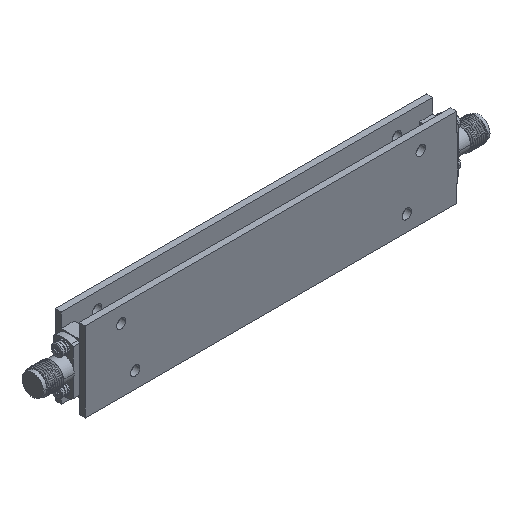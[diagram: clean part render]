
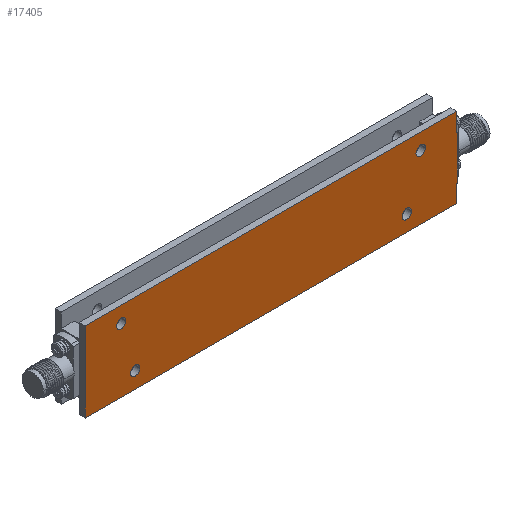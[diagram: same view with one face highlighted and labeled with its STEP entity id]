
A CAD part, isometric view. The second image highlights one B-rep face of the part: STEP entity #17405.
In plain terms, the highlighted planar face has unit normal (0, -1, 0).
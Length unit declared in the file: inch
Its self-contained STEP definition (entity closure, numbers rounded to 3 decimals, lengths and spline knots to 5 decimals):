
#61 = CIRCLE ( 'NONE', #17101, 0.04724 ) ;
#503 = CARTESIAN_POINT ( 'NONE',  ( 1.83465, -0.14764, -0.22244 ) ) ;
#605 = CARTESIAN_POINT ( 'NONE',  ( -1.83071, -0.14764, -0.22789 ) ) ;
#1124 = ORIENTED_EDGE ( 'NONE', *, *, #5814, .F. ) ;
#1447 = EDGE_CURVE ( 'NONE', #33886, #3532, #18463, .T. ) ;
#1591 = EDGE_CURVE ( 'NONE', #33784, #9592, #7619, .T. ) ;
#2271 = CARTESIAN_POINT ( 'NONE',  ( 1.29134, -0.14764, -0.23622 ) ) ;
#2623 = EDGE_LOOP ( 'NONE', ( #4732, #24141 ) ) ;
#2914 = CARTESIAN_POINT ( 'NONE',  ( 1.33858, -0.14764, -0.23622 ) ) ;
#2931 = CARTESIAN_POINT ( 'NONE',  ( 1.38583, -0.14764, -0.23622 ) ) ;
#3224 = EDGE_CURVE ( 'NONE', #32302, #44503, #41312, .T. ) ;
#3532 = VERTEX_POINT ( 'NONE', #22015 ) ;
#4660 = DIRECTION ( 'NONE',  ( 0., 0., -1. ) ) ;
#4732 = ORIENTED_EDGE ( 'NONE', *, *, #17666, .F. ) ;
#4776 = CARTESIAN_POINT ( 'NONE',  ( 1.83071, -0.14764, 0.3937 ) ) ;
#4853 = CIRCLE ( 'NONE', #23340, 0.04724 ) ;
#4919 = CARTESIAN_POINT ( 'NONE',  ( -1.47638, -0.14764, 0.23622 ) ) ;
#4968 = DIRECTION ( 'NONE',  ( -1., 0., 0. ) ) ;
#5152 = CARTESIAN_POINT ( 'NONE',  ( -1.33858, -0.14764, -0.23622 ) ) ;
#5627 = ORIENTED_EDGE ( 'NONE', *, *, #20072, .F. ) ;
#5658 = CARTESIAN_POINT ( 'NONE',  ( 1.47638, -0.14764, 0.23622 ) ) ;
#5770 = FACE_BOUND ( 'NONE', #18674, .T. ) ;
#5814 = EDGE_CURVE ( 'NONE', #25624, #18526, #14159, .T. ) ;
#6168 = ORIENTED_EDGE ( 'NONE', *, *, #1447, .F. ) ;
#7495 = CARTESIAN_POINT ( 'NONE',  ( 1.33858, -0.14764, -0.23622 ) ) ;
#7619 = LINE ( 'NONE', #605, #31801 ) ;
#8252 = CARTESIAN_POINT ( 'NONE',  ( 1.83071, -0.14764, -0.3937 ) ) ;
#8397 = CARTESIAN_POINT ( 'NONE',  ( 1.83071, -0.14764, 0.21176 ) ) ;
#8498 = EDGE_CURVE ( 'NONE', #23329, #34484, #21411, .T. ) ;
#8661 = CARTESIAN_POINT ( 'NONE',  ( 1.83465, -0.14764, -0.22244 ) ) ;
#8693 = CARTESIAN_POINT ( 'NONE',  ( 1.83465, -0.14764, 0.21176 ) ) ;
#8795 = VECTOR ( 'NONE', #17417, 39.37008 ) ;
#8807 = VERTEX_POINT ( 'NONE', #20318 ) ;
#9592 = VERTEX_POINT ( 'NONE', #12494 ) ;
#10143 = EDGE_LOOP ( 'NONE', ( #45619, #5627, #24872, #23801, #19214, #42630, #1124, #35635 ) ) ;
#10350 = VECTOR ( 'NONE', #22028, 39.37008 ) ;
#10464 = VERTEX_POINT ( 'NONE', #35030 ) ;
#10609 = DIRECTION ( 'NONE',  ( 0., -1., 0. ) ) ;
#11910 = VERTEX_POINT ( 'NONE', #19899 ) ;
#12379 = VERTEX_POINT ( 'NONE', #8693 ) ;
#12494 = CARTESIAN_POINT ( 'NONE',  ( -1.83071, -0.14764, 0.3937 ) ) ;
#12736 = FACE_BOUND ( 'NONE', #29043, .T. ) ;
#12807 = DIRECTION ( 'NONE',  ( 1., 0., 0. ) ) ;
#13480 = EDGE_CURVE ( 'NONE', #44503, #32302, #4853, .T. ) ;
#13585 = ORIENTED_EDGE ( 'NONE', *, *, #40558, .F. ) ;
#13992 = AXIS2_PLACEMENT_3D ( 'NONE', #17978, #10609, #24931 ) ;
#14028 = EDGE_CURVE ( 'NONE', #12379, #41465, #36888, .T. ) ;
#14159 = LINE ( 'NONE', #18936, #26013 ) ;
#14240 = CARTESIAN_POINT ( 'NONE',  ( -1.33858, -0.14764, -0.23622 ) ) ;
#14637 = DIRECTION ( 'NONE',  ( 0., -1., 0. ) ) ;
#14665 = CIRCLE ( 'NONE', #20595, 0.04724 ) ;
#15597 = DIRECTION ( 'NONE',  ( -1., 0., 0. ) ) ;
#15632 = DIRECTION ( 'NONE',  ( -1., 0., 0. ) ) ;
#17039 = DIRECTION ( 'NONE',  ( 0., -1., 0. ) ) ;
#17101 = AXIS2_PLACEMENT_3D ( 'NONE', #22612, #18914, #19412 ) ;
#17197 = LINE ( 'NONE', #42108, #8795 ) ;
#17405 = ADVANCED_FACE ( 'NONE', ( #44810, #44583, #5770, #12736, #27095 ), #41758, .T. ) ;
#17417 = DIRECTION ( 'NONE',  ( 0., 0., -1. ) ) ;
#17634 = ORIENTED_EDGE ( 'NONE', *, *, #13480, .F. ) ;
#17666 = EDGE_CURVE ( 'NONE', #34484, #23329, #37765, .T. ) ;
#17752 = VECTOR ( 'NONE', #15597, 39.37008 ) ;
#17900 = CIRCLE ( 'NONE', #21610, 0.04724 ) ;
#17978 = CARTESIAN_POINT ( 'NONE',  ( 0., -0.14764, 0. ) ) ;
#18389 = EDGE_CURVE ( 'NONE', #9592, #25624, #30243, .T. ) ;
#18463 = CIRCLE ( 'NONE', #28853, 0.04724 ) ;
#18526 = VERTEX_POINT ( 'NONE', #8397 ) ;
#18612 = VERTEX_POINT ( 'NONE', #33235 ) ;
#18674 = EDGE_LOOP ( 'NONE', ( #36594, #17634 ) ) ;
#18787 = DIRECTION ( 'NONE',  ( 0., -1., 0. ) ) ;
#18914 = DIRECTION ( 'NONE',  ( 0., -1., 0. ) ) ;
#18936 = CARTESIAN_POINT ( 'NONE',  ( 1.83071, -0.14764, 0.3937 ) ) ;
#19214 = ORIENTED_EDGE ( 'NONE', *, *, #14028, .F. ) ;
#19287 = DIRECTION ( 'NONE',  ( 1., 0., 0. ) ) ;
#19412 = DIRECTION ( 'NONE',  ( -1., 0., 0. ) ) ;
#19899 = CARTESIAN_POINT ( 'NONE',  ( 1.83071, -0.14764, -0.22244 ) ) ;
#20072 = EDGE_CURVE ( 'NONE', #8807, #33784, #22806, .T. ) ;
#20318 = CARTESIAN_POINT ( 'NONE',  ( 1.83071, -0.14764, -0.3937 ) ) ;
#20595 = AXIS2_PLACEMENT_3D ( 'NONE', #5658, #43743, #4968 ) ;
#21217 = AXIS2_PLACEMENT_3D ( 'NONE', #7495, #14637, #43014 ) ;
#21411 = CIRCLE ( 'NONE', #27386, 0.04724 ) ;
#21610 = AXIS2_PLACEMENT_3D ( 'NONE', #42983, #21789, #35998 ) ;
#21789 = DIRECTION ( 'NONE',  ( 0., -1., 0. ) ) ;
#22015 = CARTESIAN_POINT ( 'NONE',  ( -1.52362, -0.14764, 0.23622 ) ) ;
#22028 = DIRECTION ( 'NONE',  ( 1., 0., 0. ) ) ;
#22261 = CARTESIAN_POINT ( 'NONE',  ( 1.83465, -0.14764, 0.21176 ) ) ;
#22612 = CARTESIAN_POINT ( 'NONE',  ( -1.47638, -0.14764, 0.23622 ) ) ;
#22806 = LINE ( 'NONE', #8252, #42851 ) ;
#23329 = VERTEX_POINT ( 'NONE', #30024 ) ;
#23340 = AXIS2_PLACEMENT_3D ( 'NONE', #2914, #17039, #41950 ) ;
#23801 = ORIENTED_EDGE ( 'NONE', *, *, #42834, .F. ) ;
#24141 = ORIENTED_EDGE ( 'NONE', *, *, #8498, .F. ) ;
#24872 = ORIENTED_EDGE ( 'NONE', *, *, #41291, .F. ) ;
#24931 = DIRECTION ( 'NONE',  ( 1., 0., 0. ) ) ;
#25422 = EDGE_CURVE ( 'NONE', #3532, #33886, #61, .T. ) ;
#25624 = VERTEX_POINT ( 'NONE', #4776 ) ;
#25954 = VECTOR ( 'NONE', #40509, 39.37008 ) ;
#26013 = VECTOR ( 'NONE', #33151, 39.37008 ) ;
#26993 = CARTESIAN_POINT ( 'NONE',  ( -1.83071, -0.14764, 0.3937 ) ) ;
#27095 = FACE_BOUND ( 'NONE', #36971, .T. ) ;
#27386 = AXIS2_PLACEMENT_3D ( 'NONE', #5152, #18787, #19287 ) ;
#27652 = CARTESIAN_POINT ( 'NONE',  ( -1.42913, -0.14764, 0.23622 ) ) ;
#27977 = EDGE_CURVE ( 'NONE', #18526, #12379, #43451, .T. ) ;
#28179 = DIRECTION ( 'NONE',  ( -1., 0., 0. ) ) ;
#28853 = AXIS2_PLACEMENT_3D ( 'NONE', #4919, #29483, #12807 ) ;
#29043 = EDGE_LOOP ( 'NONE', ( #13585, #35118 ) ) ;
#29483 = DIRECTION ( 'NONE',  ( 0., -1., 0. ) ) ;
#30024 = CARTESIAN_POINT ( 'NONE',  ( -1.29134, -0.14764, -0.23622 ) ) ;
#30071 = VECTOR ( 'NONE', #4660, 39.37008 ) ;
#30243 = LINE ( 'NONE', #26993, #25954 ) ;
#31801 = VECTOR ( 'NONE', #39432, 39.37008 ) ;
#32302 = VERTEX_POINT ( 'NONE', #2271 ) ;
#33151 = DIRECTION ( 'NONE',  ( 0., 0., -1. ) ) ;
#33235 = CARTESIAN_POINT ( 'NONE',  ( 1.52362, -0.14764, 0.23622 ) ) ;
#33784 = VERTEX_POINT ( 'NONE', #33966 ) ;
#33886 = VERTEX_POINT ( 'NONE', #27652 ) ;
#33966 = CARTESIAN_POINT ( 'NONE',  ( -1.83071, -0.14764, -0.3937 ) ) ;
#34484 = VERTEX_POINT ( 'NONE', #38801 ) ;
#35030 = CARTESIAN_POINT ( 'NONE',  ( 1.42913, -0.14764, 0.23622 ) ) ;
#35118 = ORIENTED_EDGE ( 'NONE', *, *, #44759, .F. ) ;
#35635 = ORIENTED_EDGE ( 'NONE', *, *, #18389, .F. ) ;
#35998 = DIRECTION ( 'NONE',  ( 1., 0., 0. ) ) ;
#36594 = ORIENTED_EDGE ( 'NONE', *, *, #3224, .F. ) ;
#36888 = LINE ( 'NONE', #44115, #30071 ) ;
#36971 = EDGE_LOOP ( 'NONE', ( #39972, #6168 ) ) ;
#37219 = LINE ( 'NONE', #8661, #17752 ) ;
#37765 = CIRCLE ( 'NONE', #42991, 0.04724 ) ;
#38801 = CARTESIAN_POINT ( 'NONE',  ( -1.38583, -0.14764, -0.23622 ) ) ;
#39432 = DIRECTION ( 'NONE',  ( 0., 0., 1. ) ) ;
#39972 = ORIENTED_EDGE ( 'NONE', *, *, #25422, .F. ) ;
#40509 = DIRECTION ( 'NONE',  ( 1., 0., 0. ) ) ;
#40558 = EDGE_CURVE ( 'NONE', #10464, #18612, #14665, .T. ) ;
#41291 = EDGE_CURVE ( 'NONE', #11910, #8807, #17197, .T. ) ;
#41312 = CIRCLE ( 'NONE', #21217, 0.04724 ) ;
#41465 = VERTEX_POINT ( 'NONE', #503 ) ;
#41758 = PLANE ( 'NONE',  #13992 ) ;
#41935 = DIRECTION ( 'NONE',  ( 0., -1., 0. ) ) ;
#41950 = DIRECTION ( 'NONE',  ( 1., 0., 0. ) ) ;
#42108 = CARTESIAN_POINT ( 'NONE',  ( 1.83071, -0.14764, 0.3937 ) ) ;
#42630 = ORIENTED_EDGE ( 'NONE', *, *, #27977, .F. ) ;
#42834 = EDGE_CURVE ( 'NONE', #41465, #11910, #37219, .T. ) ;
#42851 = VECTOR ( 'NONE', #15632, 39.37008 ) ;
#42983 = CARTESIAN_POINT ( 'NONE',  ( 1.47638, -0.14764, 0.23622 ) ) ;
#42991 = AXIS2_PLACEMENT_3D ( 'NONE', #14240, #41935, #28179 ) ;
#43014 = DIRECTION ( 'NONE',  ( -1., 0., 0. ) ) ;
#43451 = LINE ( 'NONE', #22261, #10350 ) ;
#43743 = DIRECTION ( 'NONE',  ( 0., -1., 0. ) ) ;
#44115 = CARTESIAN_POINT ( 'NONE',  ( 1.83465, -0.14764, -0.22244 ) ) ;
#44503 = VERTEX_POINT ( 'NONE', #2931 ) ;
#44583 = FACE_BOUND ( 'NONE', #2623, .T. ) ;
#44759 = EDGE_CURVE ( 'NONE', #18612, #10464, #17900, .T. ) ;
#44810 = FACE_OUTER_BOUND ( 'NONE', #10143, .T. ) ;
#45619 = ORIENTED_EDGE ( 'NONE', *, *, #1591, .F. ) ;
